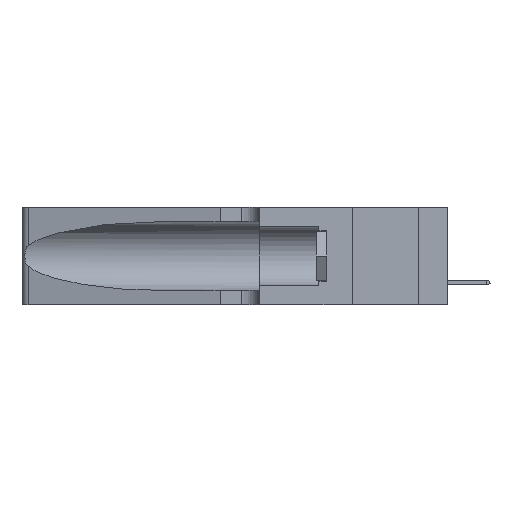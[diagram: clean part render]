
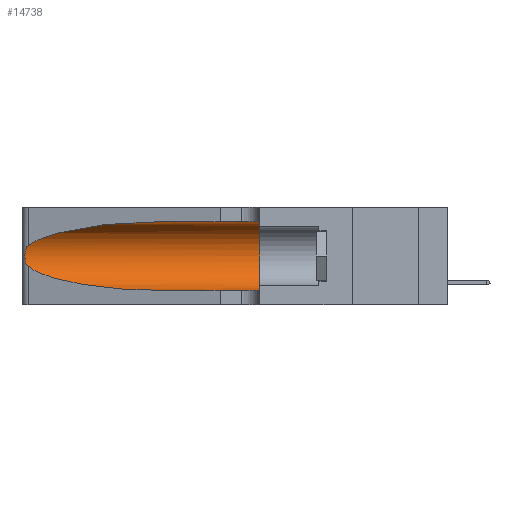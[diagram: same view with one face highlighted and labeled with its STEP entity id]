
A CAD part, left-side view. The second image highlights one B-rep face of the part: STEP entity #14738.
In plain terms, the highlighted cylindrical face has radius 3.308 mm (diameter 6.617 mm), a partial arc.
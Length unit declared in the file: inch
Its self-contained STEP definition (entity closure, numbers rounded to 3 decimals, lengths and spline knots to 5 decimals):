
#106 = CARTESIAN_POINT ( 'NONE',  ( 0.26075, 1.23896, 0.19203 ) ) ;
#185 = CARTESIAN_POINT ( 'NONE',  ( 0.26017, 1.23833, 0.17102 ) ) ;
#442 = CARTESIAN_POINT ( 'NONE',  ( 0.26018, 1.23835, 0.19895 ) ) ;
#559 = CYLINDRICAL_SURFACE ( 'NONE', #7103, 0.13025 ) ;
#1734 = CIRCLE ( 'NONE', #14393, 0.13025 ) ;
#1838 = CARTESIAN_POINT ( 'NONE',  ( 0.1305, 0.72297, 0.31525 ) ) ;
#1874 = CARTESIAN_POINT ( 'NONE',  ( 0.1305, 0.35, 0.31525 ) ) ;
#2071 = ORIENTED_EDGE ( 'NONE', *, *, #5349, .T. ) ;
#2435 = VERTEX_POINT ( 'NONE', #5609 ) ;
#2471 = CARTESIAN_POINT ( 'NONE',  ( 0.25487, 1.22718, 0.22369 ) ) ;
#3127 = DIRECTION ( 'NONE',  ( 0., 0., -1. ) ) ;
#3220 = ORIENTED_EDGE ( 'NONE', *, *, #12298, .T. ) ;
#3914 = CARTESIAN_POINT ( 'NONE',  ( 0.25487, 1.22718, 0.22369 ) ) ;
#4857 = EDGE_CURVE ( 'NONE', #18326, #13873, #17111, .T. ) ;
#5123 = DIRECTION ( 'NONE',  ( 0., -1., 0. ) ) ;
#5143 = CARTESIAN_POINT ( 'NONE',  ( 0.25487, 1.22718, 0.14631 ) ) ;
#5233 = FACE_OUTER_BOUND ( 'NONE', #20783, .T. ) ;
#5299 = CARTESIAN_POINT ( 'NONE',  ( 0.2373, 1.15595, 0.08982 ) ) ;
#5319 = CARTESIAN_POINT ( 'NONE',  ( 0.25487, 1.22718, 0.14631 ) ) ;
#5349 = EDGE_CURVE ( 'NONE', #2435, #9753, #5578, .T. ) ;
#5517 = VECTOR ( 'NONE', #5123, 39.37008 ) ;
#5527 = CARTESIAN_POINT ( 'NONE',  ( 0.25639, 1.23186, 0.15144 ) ) ;
#5578 =( BOUNDED_CURVE ( )  B_SPLINE_CURVE ( 3, ( #1838, #11359, #7735, #2471 ),
 .UNSPECIFIED., .F., .T. ) 
 B_SPLINE_CURVE_WITH_KNOTS ( ( 4, 4 ),
 ( 1.5708, 2.84003 ),
 .UNSPECIFIED. ) 
 CURVE ( )  GEOMETRIC_REPRESENTATION_ITEM ( )  RATIONAL_B_SPLINE_CURVE ( ( 1., 0.87, 0.87, 1. ) ) 
 REPRESENTATION_ITEM ( '' )  );
#5609 = CARTESIAN_POINT ( 'NONE',  ( 0.1305, 0.72297, 0.31525 ) ) ;
#5757 = CARTESIAN_POINT ( 'NONE',  ( 0.26075, 1.23896, 0.178 ) ) ;
#5764 = CARTESIAN_POINT ( 'NONE',  ( 0.1305, 0.35, 0.185 ) ) ;
#6727 = CARTESIAN_POINT ( 'NONE',  ( 0.1305, 1.61858, 0.05475 ) ) ;
#7103 = AXIS2_PLACEMENT_3D ( 'NONE', #12001, #10059, #3127 ) ;
#7465 = ORIENTED_EDGE ( 'NONE', *, *, #9206, .F. ) ;
#7546 = DIRECTION ( 'NONE',  ( 0., 1., 0. ) ) ;
#7735 = CARTESIAN_POINT ( 'NONE',  ( 0.2373, 1.15595, 0.28018 ) ) ;
#8714 = B_SPLINE_CURVE_WITH_KNOTS ( 'NONE', 3,
 ( #3914, #9166, #21557, #16339, #16260, #442, #106, #5757, #185, #18018, #18097, #5527, #12542, #17862 ),
 .UNSPECIFIED., .F., .F.,
 ( 4, 2, 2, 2, 2, 2, 4 ),
 ( 0., 0.00027, 0.00053, 0.00107, 0.0016, 0.00187, 0.00214 ),
 .UNSPECIFIED. ) ;
#8787 = ORIENTED_EDGE ( 'NONE', *, *, #4857, .T. ) ;
#9166 = CARTESIAN_POINT ( 'NONE',  ( 0.25555, 1.22994, 0.2215 ) ) ;
#9206 = EDGE_CURVE ( 'NONE', #22075, #13873, #1734, .T. ) ;
#9329 = DIRECTION ( 'NONE',  ( 0., 0., 1. ) ) ;
#9753 = VERTEX_POINT ( 'NONE', #19492 ) ;
#9839 = CARTESIAN_POINT ( 'NONE',  ( 0.1305, 0.72297, 0.05475 ) ) ;
#10059 = DIRECTION ( 'NONE',  ( 0., -1., 0. ) ) ;
#10377 = CARTESIAN_POINT ( 'NONE',  ( 0.1305, 0.72297, 0.05475 ) ) ;
#11105 =( BOUNDED_CURVE ( )  B_SPLINE_CURVE ( 3, ( #5143, #5299, #17620, #10377 ),
 .UNSPECIFIED., .F., .F. ) 
 B_SPLINE_CURVE_WITH_KNOTS ( ( 4, 4 ),
 ( 3.44316, 4.71239 ),
 .UNSPECIFIED. ) 
 CURVE ( )  GEOMETRIC_REPRESENTATION_ITEM ( )  RATIONAL_B_SPLINE_CURVE ( ( 1., 0.87, 0.87, 1. ) ) 
 REPRESENTATION_ITEM ( '' )  );
#11359 = CARTESIAN_POINT ( 'NONE',  ( 0.18966, 0.96281, 0.31525 ) ) ;
#12001 = CARTESIAN_POINT ( 'NONE',  ( 0.1305, 1.61858, 0.185 ) ) ;
#12298 = EDGE_CURVE ( 'NONE', #9753, #21338, #8714, .T. ) ;
#12542 = CARTESIAN_POINT ( 'NONE',  ( 0.25555, 1.22993, 0.14849 ) ) ;
#13873 = VERTEX_POINT ( 'NONE', #14238 ) ;
#14238 = CARTESIAN_POINT ( 'NONE',  ( 0.1305, 0.35, 0.05475 ) ) ;
#14330 = LINE ( 'NONE', #22599, #20375 ) ;
#14393 = AXIS2_PLACEMENT_3D ( 'NONE', #5764, #7546, #9329 ) ;
#14573 = ORIENTED_EDGE ( 'NONE', *, *, #18041, .T. ) ;
#14738 = ADVANCED_FACE ( 'NONE', ( #5233 ), #559, .F. ) ;
#15259 = EDGE_CURVE ( 'NONE', #2435, #22075, #14330, .T. ) ;
#15631 = ORIENTED_EDGE ( 'NONE', *, *, #15259, .F. ) ;
#16260 = CARTESIAN_POINT ( 'NONE',  ( 0.25854, 1.2359, 0.20912 ) ) ;
#16339 = CARTESIAN_POINT ( 'NONE',  ( 0.25787, 1.23484, 0.2124 ) ) ;
#17111 = LINE ( 'NONE', #6727, #5517 ) ;
#17620 = CARTESIAN_POINT ( 'NONE',  ( 0.18966, 0.96281, 0.05475 ) ) ;
#17862 = CARTESIAN_POINT ( 'NONE',  ( 0.25487, 1.22718, 0.14631 ) ) ;
#18018 = CARTESIAN_POINT ( 'NONE',  ( 0.25856, 1.23593, 0.16098 ) ) ;
#18041 = EDGE_CURVE ( 'NONE', #21338, #18326, #11105, .T. ) ;
#18097 = CARTESIAN_POINT ( 'NONE',  ( 0.25789, 1.23486, 0.15765 ) ) ;
#18326 = VERTEX_POINT ( 'NONE', #9839 ) ;
#19492 = CARTESIAN_POINT ( 'NONE',  ( 0.25487, 1.22718, 0.22369 ) ) ;
#20375 = VECTOR ( 'NONE', #22520, 39.37008 ) ;
#20783 = EDGE_LOOP ( 'NONE', ( #2071, #3220, #14573, #8787, #7465, #15631 ) ) ;
#21338 = VERTEX_POINT ( 'NONE', #5319 ) ;
#21557 = CARTESIAN_POINT ( 'NONE',  ( 0.25639, 1.23184, 0.21858 ) ) ;
#22075 = VERTEX_POINT ( 'NONE', #1874 ) ;
#22520 = DIRECTION ( 'NONE',  ( 0., -1., 0. ) ) ;
#22599 = CARTESIAN_POINT ( 'NONE',  ( 0.1305, 1.61858, 0.31525 ) ) ;
